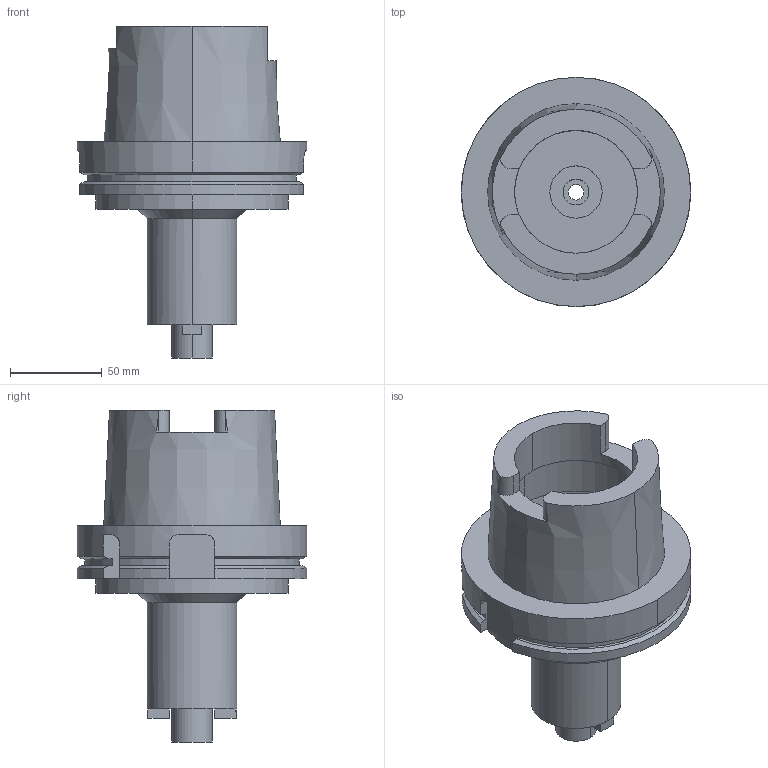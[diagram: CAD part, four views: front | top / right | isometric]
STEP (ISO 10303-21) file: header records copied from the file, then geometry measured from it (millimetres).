
FILE_DESCRIPTION((''),'2;1');
FILE_NAME('HSK-A125-FMH22A-49-100','2018-12-05T',('ykawabe'),(''),'CREO PARAMETRIC BY PTC INC, 2016380','CREO PARAMETRIC BY PTC INC, 2016380','');
FILE_SCHEMA(('AUTOMOTIVE_DESIGN { 1 0 10303 214 1 1 1 1 }'));
Length unit declared in the file: millimetre
Products named in the file (1): HSK-A125-FMH22A-49-100
Bounding box: 125 x 125 x 181 mm (x, y, z)
Volume: 610217.4 mm3; surface area: 92171.6 mm2
Topology: 1 solids, 1 shells, 105 faces, 282 edges, 186 vertices
Faces by surface type: plane 50, cylinder 41, cone 12, torus 2
Entity records: 4539 total; most frequent: CARTESIAN_POINT 725, DIRECTION 590, ORIENTED_EDGE 564, PRESENTATION_STYLE_ASSIGNMENT 287, STYLED_ITEM 287, CURVE_STYLE 286, EDGE_CURVE 282, AXIS2_PLACEMENT_3D 227
